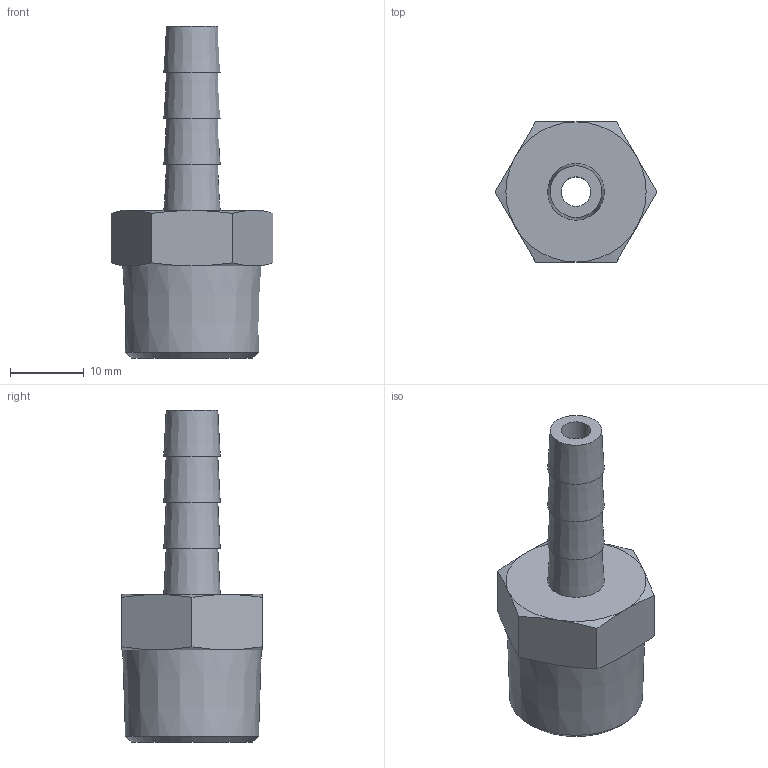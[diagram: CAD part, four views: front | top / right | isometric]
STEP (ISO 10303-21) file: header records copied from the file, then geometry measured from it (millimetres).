
FILE_DESCRIPTION(/* description */ ('Unknown'),/* implementation_level */ '2;1');
FILE_NAME(/* name */ 'R144-DN10x7mm',/* time_stamp */ '2022-12-13T09:20:14+08:00',/* author */ ('Unknown'),/* organization */ ('Unknown'),/* preprocessor_version */ 'ST-DEVELOPER v16.7',/* originating_system */ 'DEX',/* authorisation */ $);
FILE_SCHEMA (('AUTOMOTIVE_DESIGN {1 0 10303 214 3 1 1}'));
Length unit declared in the file: millimetre
Products named in the file (2): R144-DN10x7mm; R-144-DN10-7
Assembly tree (1 placements, depth 2):
  R144-DN10x7mm
    R-144-DN10-7
Bounding box: 21.94 x 19 x 45 mm (x, y, z)
Volume: 4921.2 mm3; surface area: 3182.7 mm2
Topology: 1 solids, 1 shells, 34 faces, 71 edges, 44 vertices
Faces by surface type: cone 19, plane 13, cylinder 2
Full cylindrical faces by diameter (mm): 4 x1, 11 x1
Entity records: 889 total; most frequent: CARTESIAN_POINT 204, DIRECTION 132, ORIENTED_EDGE 114, AXIS2_PLACEMENT_3D 63, EDGE_CURVE 57, EDGE_LOOP 50, FACE_BOUND 50, VERTEX_POINT 39
